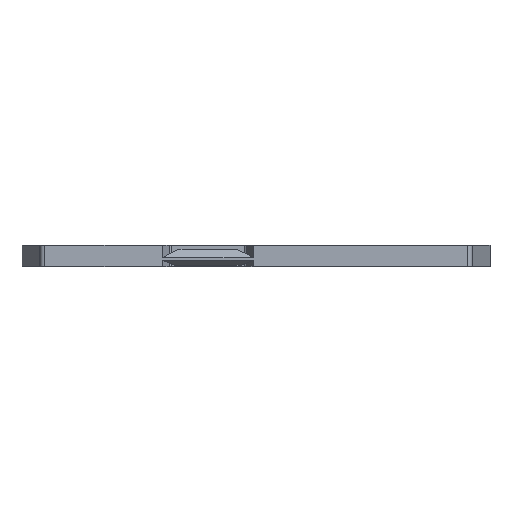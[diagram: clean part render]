
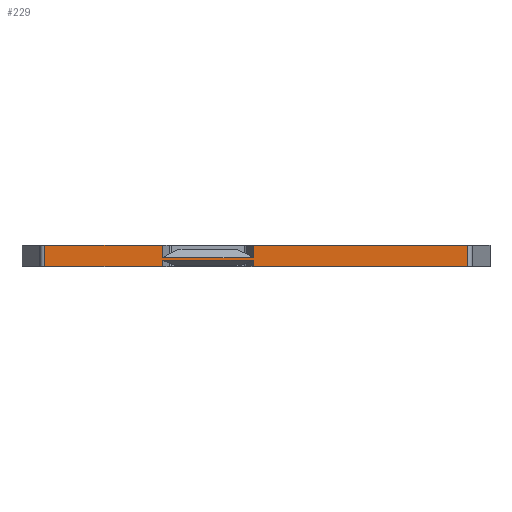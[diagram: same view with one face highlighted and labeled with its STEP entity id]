
A CAD part, top view. The second image highlights one B-rep face of the part: STEP entity #229.
In plain terms, the highlighted planar face has unit normal (0, 0, 1).
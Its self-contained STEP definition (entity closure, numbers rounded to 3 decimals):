
#110=CARTESIAN_POINT('',(0.,-6.25,35.25));
#111=DIRECTION('',(0.,-1.,0.));
#112=DIRECTION('',(-0.,0.,1.));
#113=AXIS2_PLACEMENT_3D('',#110,#112,#111);
#114=PLANE('',#113);
#115=CARTESIAN_POINT('',(-0.282,-6.45,35.25));
#116=VERTEX_POINT('',#115);
#117=CARTESIAN_POINT('',(-9.718,-6.45,35.25));
#118=VERTEX_POINT('',#117);
#119=CARTESIAN_POINT('',(-0.282,-6.45,35.25));
#120=DIRECTION('',(-1.,0.,0.));
#121=VECTOR('',#120,9.437);
#122=LINE('',#119,#121);
#123=EDGE_CURVE('',#116,#118,#122,.T.);
#124=ORIENTED_EDGE('E695',*,*,#123,.T.);
#125=CARTESIAN_POINT('',(-9.718,-5.15,35.25));
#126=VERTEX_POINT('',#125);
#127=CARTESIAN_POINT('',(-9.718,-6.45,35.25));
#128=DIRECTION('',(0.,1.,0.));
#129=VECTOR('',#128,1.3);
#130=LINE('',#127,#129);
#131=EDGE_CURVE('',#118,#126,#130,.T.);
#132=ORIENTED_EDGE('E696',*,*,#131,.T.);
#133=CARTESIAN_POINT('',(-21.956,-5.15,35.25));
#134=VERTEX_POINT('',#133);
#135=CARTESIAN_POINT('',(-9.718,-5.15,35.25));
#136=DIRECTION('',(-1.,0.,0.));
#137=VECTOR('',#136,12.238);
#138=LINE('',#135,#137);
#139=EDGE_CURVE('',#126,#134,#138,.T.);
#140=ORIENTED_EDGE('E697',*,*,#139,.T.);
#141=CARTESIAN_POINT('',(-21.956,-7.35,35.25));
#142=VERTEX_POINT('',#141);
#143=CARTESIAN_POINT('',(-21.956,-7.35,35.25));
#144=DIRECTION('',(0.,1.,0.));
#145=VECTOR('',#144,2.2);
#146=LINE('',#143,#145);
#147=EDGE_CURVE('',#142,#134,#146,.T.);
#148=ORIENTED_EDGE('E698',*,*,#147,.F.);
#149=CARTESIAN_POINT('',(-9.718,-7.35,35.25));
#150=VERTEX_POINT('',#149);
#151=CARTESIAN_POINT('',(-21.956,-7.35,35.25));
#152=DIRECTION('',(1.,0.,0.));
#153=VECTOR('',#152,12.238);
#154=LINE('',#151,#153);
#155=EDGE_CURVE('',#142,#150,#154,.T.);
#156=ORIENTED_EDGE('E699',*,*,#155,.T.);
#157=CARTESIAN_POINT('',(-9.718,-6.722,35.25));
#158=VERTEX_POINT('',#157);
#159=CARTESIAN_POINT('',(-9.718,-7.35,35.25));
#160=DIRECTION('',(0.,1.,0.));
#161=VECTOR('',#160,0.628);
#162=LINE('',#159,#161);
#163=EDGE_CURVE('',#150,#158,#162,.T.);
#164=ORIENTED_EDGE('E700',*,*,#163,.T.);
#165=CARTESIAN_POINT('',(-9.599,-6.722,35.25));
#166=VERTEX_POINT('',#165);
#167=CARTESIAN_POINT('',(-9.718,-6.722,35.25));
#168=DIRECTION('',(1.,0.,0.));
#169=VECTOR('',#168,0.119);
#170=LINE('',#167,#169);
#171=EDGE_CURVE('',#158,#166,#170,.T.);
#172=ORIENTED_EDGE('E701',*,*,#171,.T.);
#173=CARTESIAN_POINT('',(-0.401,-6.722,35.25));
#174=VERTEX_POINT('',#173);
#175=CARTESIAN_POINT('',(-9.599,-6.722,35.25));
#176=DIRECTION('',(1.,0.,0.));
#177=VECTOR('',#176,9.198);
#178=LINE('',#175,#177);
#179=EDGE_CURVE('',#166,#174,#178,.T.);
#180=ORIENTED_EDGE('E702',*,*,#179,.T.);
#181=CARTESIAN_POINT('',(-0.282,-6.722,35.25));
#182=VERTEX_POINT('',#181);
#183=CARTESIAN_POINT('',(-0.401,-6.722,35.25));
#184=DIRECTION('',(1.,0.,0.));
#185=VECTOR('',#184,0.119);
#186=LINE('',#183,#185);
#187=EDGE_CURVE('',#174,#182,#186,.T.);
#188=ORIENTED_EDGE('E703',*,*,#187,.T.);
#189=CARTESIAN_POINT('',(-0.282,-7.35,35.25));
#190=VERTEX_POINT('',#189);
#191=CARTESIAN_POINT('',(-0.282,-7.35,35.25));
#192=DIRECTION('',(0.,1.,0.));
#193=VECTOR('',#192,0.628);
#194=LINE('',#191,#193);
#195=EDGE_CURVE('',#190,#182,#194,.T.);
#196=ORIENTED_EDGE('E704',*,*,#195,.F.);
#197=CARTESIAN_POINT('',(21.956,-7.35,35.25));
#198=VERTEX_POINT('',#197);
#199=CARTESIAN_POINT('',(-0.282,-7.35,35.25));
#200=DIRECTION('',(1.,0.,0.));
#201=VECTOR('',#200,22.238);
#202=LINE('',#199,#201);
#203=EDGE_CURVE('',#190,#198,#202,.T.);
#204=ORIENTED_EDGE('E705',*,*,#203,.T.);
#205=CARTESIAN_POINT('',(21.956,-5.15,35.25));
#206=VERTEX_POINT('',#205);
#207=CARTESIAN_POINT('',(21.956,-7.35,35.25));
#208=DIRECTION('',(0.,1.,0.));
#209=VECTOR('',#208,2.2);
#210=LINE('',#207,#209);
#211=EDGE_CURVE('',#198,#206,#210,.T.);
#212=ORIENTED_EDGE('E706',*,*,#211,.T.);
#213=CARTESIAN_POINT('',(-0.282,-5.15,35.25));
#214=VERTEX_POINT('',#213);
#215=CARTESIAN_POINT('',(21.956,-5.15,35.25));
#216=DIRECTION('',(-1.,0.,0.));
#217=VECTOR('',#216,22.238);
#218=LINE('',#215,#217);
#219=EDGE_CURVE('',#206,#214,#218,.T.);
#220=ORIENTED_EDGE('E707',*,*,#219,.T.);
#221=CARTESIAN_POINT('',(-0.282,-5.15,35.25));
#222=DIRECTION('',(0.,-1.,0.));
#223=VECTOR('',#222,1.3);
#224=LINE('',#221,#223);
#225=EDGE_CURVE('',#214,#116,#224,.T.);
#226=ORIENTED_EDGE('E694',*,*,#225,.T.);
#227=EDGE_LOOP('',(#124,#132,#140,#148,#156,#164,#172,#180,#188,#196,#204,#212,#220,#226));
#228=FACE_OUTER_BOUND('',#227,.T.);
#229=ADVANCED_FACE('F4',(#228),#114,.T.);
